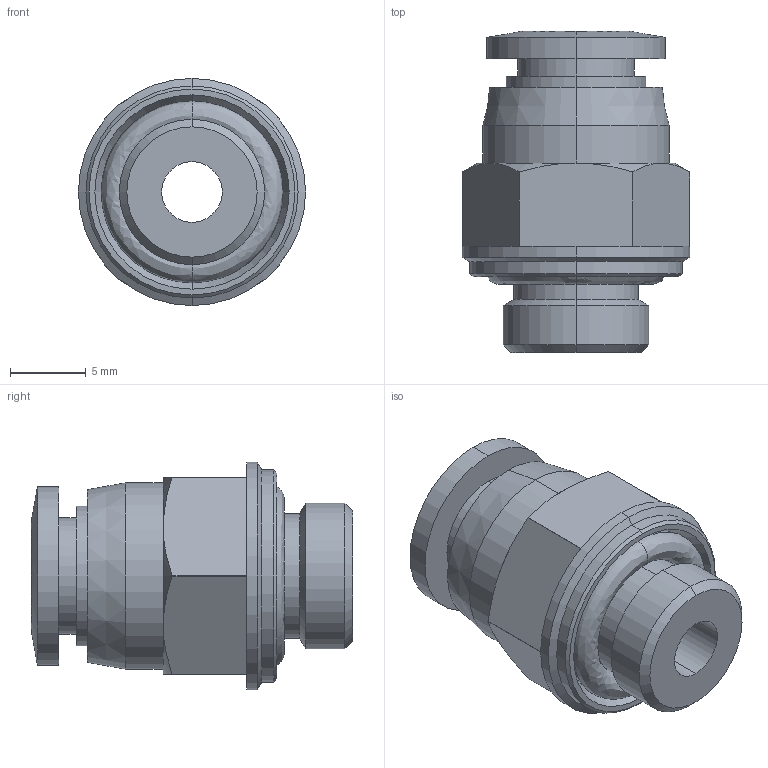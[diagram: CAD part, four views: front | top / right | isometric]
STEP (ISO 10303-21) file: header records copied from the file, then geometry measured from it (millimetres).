
FILE_DESCRIPTION (( 'STEP AP214' ), '1' );
FILE_NAME ('MS6M-18G.step', '2016-02-24T20:44:23', ( '' ), ( '' ), 'SwSTEP 2.0', 'SolidWorks 2015', '' );
FILE_SCHEMA (( 'AUTOMOTIVE_DESIGN' ));
Length unit declared in the file: inch
Products named in the file (1): MS6M-18G
Bounding box: 15 x 21.2 x 15 mm (x, y, z)
Volume: 1745.3 mm3; surface area: 1850.7 mm2
Topology: 2 solids, 2 shells, 69 faces, 150 edges, 90 vertices
Faces by surface type: cylinder 22, plane 21, cone 20, bspline 6
Entity records: 2023 total; most frequent: CARTESIAN_POINT 442, DIRECTION 346, ORIENTED_EDGE 300, EDGE_CURVE 150, AXIS2_PLACEMENT_3D 146, VERTEX_POINT 90, CIRCLE 82, EDGE_LOOP 78
